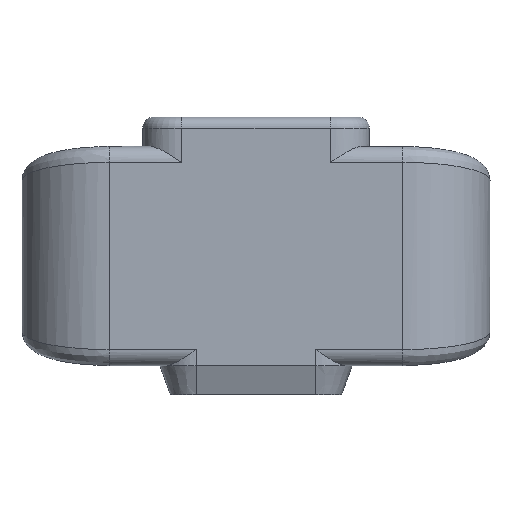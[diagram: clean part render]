
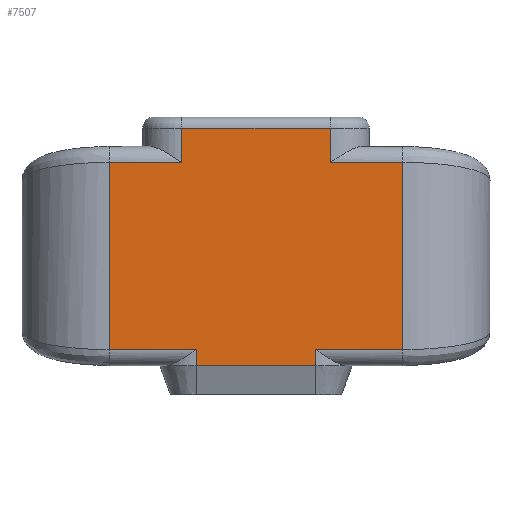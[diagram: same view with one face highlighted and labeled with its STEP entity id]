
A CAD part, front view. The second image highlights one B-rep face of the part: STEP entity #7507.
In plain terms, the highlighted planar face has unit normal (0, -1, 0).
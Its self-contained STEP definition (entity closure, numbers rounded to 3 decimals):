
#114 = VECTOR ( 'NONE', #5765, 1000. ) ;
#178 = CARTESIAN_POINT ( 'NONE',  ( 4.081, -3.701, -7.5 ) ) ;
#291 = VECTOR ( 'NONE', #5687, 1000. ) ;
#455 = CARTESIAN_POINT ( 'NONE',  ( 4.081, -3.701, -6.4 ) ) ;
#501 = DIRECTION ( 'NONE',  ( 1., 0., 0. ) ) ;
#540 = DIRECTION ( 'NONE',  ( 1., 0., 0. ) ) ;
#569 = CARTESIAN_POINT ( 'NONE',  ( -4.081, -3.701, -6.4 ) ) ;
#769 = EDGE_CURVE ( 'NONE', #7617, #6319, #6669, .T. ) ;
#810 = DIRECTION ( 'NONE',  ( -1., 0., 0. ) ) ;
#842 = VECTOR ( 'NONE', #1227, 1000. ) ;
#862 = ORIENTED_EDGE ( 'NONE', *, *, #8127, .F. ) ;
#942 = FACE_OUTER_BOUND ( 'NONE', #947, .T. ) ;
#947 = EDGE_LOOP ( 'NONE', ( #2173, #862, #3190, #3229, #4959, #6655, #5004, #7217, #1617, #5450, #5616, #2154 ) ) ;
#1107 = LINE ( 'NONE', #1861, #842 ) ;
#1227 = DIRECTION ( 'NONE',  ( 1., 0., 0. ) ) ;
#1286 = EDGE_CURVE ( 'NONE', #2883, #1341, #5976, .T. ) ;
#1336 = VECTOR ( 'NONE', #501, 1000. ) ;
#1341 = VERTEX_POINT ( 'NONE', #1891 ) ;
#1355 = VERTEX_POINT ( 'NONE', #6276 ) ;
#1358 = CARTESIAN_POINT ( 'NONE',  ( 4.081, -3.701, -7.5 ) ) ;
#1360 = CARTESIAN_POINT ( 'NONE',  ( -10.042, -3.701, 8. ) ) ;
#1388 = LINE ( 'NONE', #7245, #5907 ) ;
#1391 = EDGE_CURVE ( 'NONE', #1355, #2883, #1849, .T. ) ;
#1394 = EDGE_CURVE ( 'NONE', #4613, #5767, #8210, .T. ) ;
#1617 = ORIENTED_EDGE ( 'NONE', *, *, #4198, .T. ) ;
#1743 = CARTESIAN_POINT ( 'NONE',  ( 5.071, -3.701, 9.5 ) ) ;
#1773 = VERTEX_POINT ( 'NONE', #7970 ) ;
#1849 = LINE ( 'NONE', #5630, #1336 ) ;
#1861 = CARTESIAN_POINT ( 'NONE',  ( -20., -3.701, -6.4 ) ) ;
#1891 = CARTESIAN_POINT ( 'NONE',  ( 10.042, -3.701, -6.4 ) ) ;
#1949 = CARTESIAN_POINT ( 'NONE',  ( 10.042, -3.701, 8. ) ) ;
#2036 = LINE ( 'NONE', #1358, #4208 ) ;
#2103 = EDGE_CURVE ( 'NONE', #1773, #5051, #6969, .T. ) ;
#2126 = PLANE ( 'NONE',  #2669 ) ;
#2150 = DIRECTION ( 'NONE',  ( 0., 0., 1. ) ) ;
#2154 = ORIENTED_EDGE ( 'NONE', *, *, #2956, .T. ) ;
#2163 = EDGE_CURVE ( 'NONE', #7617, #3409, #2036, .T. ) ;
#2173 = ORIENTED_EDGE ( 'NONE', *, *, #1394, .T. ) ;
#2437 = VECTOR ( 'NONE', #4546, 1000. ) ;
#2491 = VERTEX_POINT ( 'NONE', #3816 ) ;
#2582 = CARTESIAN_POINT ( 'NONE',  ( -20., -3.701, 6.4 ) ) ;
#2669 = AXIS2_PLACEMENT_3D ( 'NONE', #7304, #7350, #3536 ) ;
#2755 = LINE ( 'NONE', #1360, #6091 ) ;
#2883 = VERTEX_POINT ( 'NONE', #4342 ) ;
#2956 = EDGE_CURVE ( 'NONE', #1773, #4613, #2755, .T. ) ;
#3190 = ORIENTED_EDGE ( 'NONE', *, *, #769, .F. ) ;
#3221 = DIRECTION ( 'NONE',  ( 0., 0., -1. ) ) ;
#3229 = ORIENTED_EDGE ( 'NONE', *, *, #2163, .T. ) ;
#3274 = DIRECTION ( 'NONE',  ( 0., 0., -1. ) ) ;
#3409 = VERTEX_POINT ( 'NONE', #455 ) ;
#3412 = VECTOR ( 'NONE', #810, 1000. ) ;
#3447 = CARTESIAN_POINT ( 'NONE',  ( -5.071, -3.701, 6.4 ) ) ;
#3536 = DIRECTION ( 'NONE',  ( -1., 0., 0. ) ) ;
#3552 = CARTESIAN_POINT ( 'NONE',  ( -4.081, -3.701, -7.5 ) ) ;
#3792 = VECTOR ( 'NONE', #540, 1000. ) ;
#3793 = CARTESIAN_POINT ( 'NONE',  ( 5.071, -3.701, 8.75 ) ) ;
#3816 = CARTESIAN_POINT ( 'NONE',  ( -5.071, -3.701, 8.75 ) ) ;
#4144 = CARTESIAN_POINT ( 'NONE',  ( -4.081, -3.701, -7.5 ) ) ;
#4198 = EDGE_CURVE ( 'NONE', #6575, #2491, #8353, .T. ) ;
#4208 = VECTOR ( 'NONE', #2150, 1000. ) ;
#4314 = VECTOR ( 'NONE', #6725, 1000. ) ;
#4342 = CARTESIAN_POINT ( 'NONE',  ( 10.042, -3.701, 6.4 ) ) ;
#4385 = CARTESIAN_POINT ( 'NONE',  ( -10.042, -3.701, 8.75 ) ) ;
#4546 = DIRECTION ( 'NONE',  ( -1., 0., 0. ) ) ;
#4613 = VERTEX_POINT ( 'NONE', #6653 ) ;
#4959 = ORIENTED_EDGE ( 'NONE', *, *, #5644, .T. ) ;
#5004 = ORIENTED_EDGE ( 'NONE', *, *, #1391, .F. ) ;
#5051 = VERTEX_POINT ( 'NONE', #3447 ) ;
#5450 = ORIENTED_EDGE ( 'NONE', *, *, #6108, .T. ) ;
#5616 = ORIENTED_EDGE ( 'NONE', *, *, #2103, .F. ) ;
#5630 = CARTESIAN_POINT ( 'NONE',  ( -20., -3.701, 6.4 ) ) ;
#5644 = EDGE_CURVE ( 'NONE', #3409, #1341, #1107, .T. ) ;
#5687 = DIRECTION ( 'NONE',  ( 1., 0., 0. ) ) ;
#5765 = DIRECTION ( 'NONE',  ( 0., 0., -1. ) ) ;
#5767 = VERTEX_POINT ( 'NONE', #569 ) ;
#5907 = VECTOR ( 'NONE', #3221, 1000. ) ;
#5976 = LINE ( 'NONE', #1949, #7301 ) ;
#6091 = VECTOR ( 'NONE', #6703, 1000. ) ;
#6108 = EDGE_CURVE ( 'NONE', #2491, #5051, #1388, .T. ) ;
#6167 = LINE ( 'NONE', #1743, #114 ) ;
#6180 = LINE ( 'NONE', #3552, #4314 ) ;
#6276 = CARTESIAN_POINT ( 'NONE',  ( 5.071, -3.701, 6.4 ) ) ;
#6319 = VERTEX_POINT ( 'NONE', #4144 ) ;
#6351 = CARTESIAN_POINT ( 'NONE',  ( -20., -3.701, -6.4 ) ) ;
#6575 = VERTEX_POINT ( 'NONE', #3793 ) ;
#6653 = CARTESIAN_POINT ( 'NONE',  ( -10.042, -3.701, -6.4 ) ) ;
#6655 = ORIENTED_EDGE ( 'NONE', *, *, #1286, .F. ) ;
#6669 = LINE ( 'NONE', #7969, #3412 ) ;
#6703 = DIRECTION ( 'NONE',  ( 0., 0., -1. ) ) ;
#6725 = DIRECTION ( 'NONE',  ( 0., 0., 1. ) ) ;
#6969 = LINE ( 'NONE', #2582, #291 ) ;
#7217 = ORIENTED_EDGE ( 'NONE', *, *, #7565, .F. ) ;
#7245 = CARTESIAN_POINT ( 'NONE',  ( -5.071, -3.701, 9.5 ) ) ;
#7301 = VECTOR ( 'NONE', #3274, 1000. ) ;
#7304 = CARTESIAN_POINT ( 'NONE',  ( -10.042, -3.701, 8. ) ) ;
#7350 = DIRECTION ( 'NONE',  ( 0., 1., 0. ) ) ;
#7507 = ADVANCED_FACE ( 'NONE', ( #942 ), #2126, .F. ) ;
#7565 = EDGE_CURVE ( 'NONE', #6575, #1355, #6167, .T. ) ;
#7617 = VERTEX_POINT ( 'NONE', #178 ) ;
#7969 = CARTESIAN_POINT ( 'NONE',  ( 4.081, -3.701, -7.5 ) ) ;
#7970 = CARTESIAN_POINT ( 'NONE',  ( -10.042, -3.701, 6.4 ) ) ;
#8127 = EDGE_CURVE ( 'NONE', #6319, #5767, #6180, .T. ) ;
#8210 = LINE ( 'NONE', #6351, #3792 ) ;
#8353 = LINE ( 'NONE', #4385, #2437 ) ;
